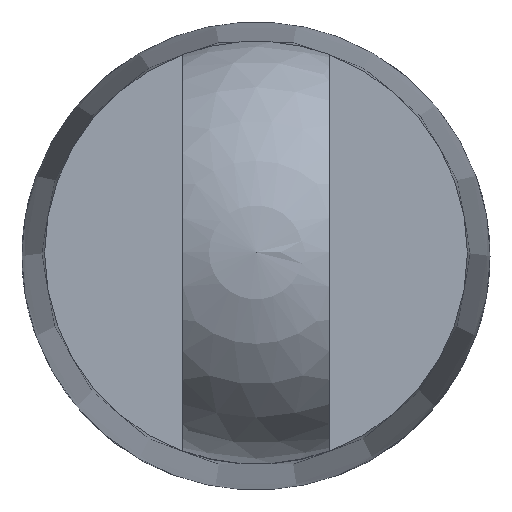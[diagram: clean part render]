
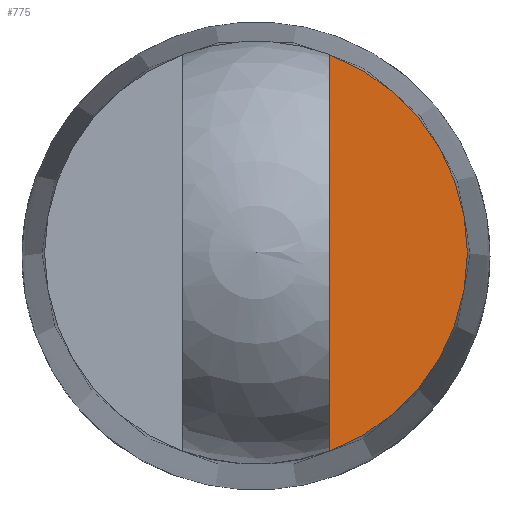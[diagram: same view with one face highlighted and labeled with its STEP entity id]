
A CAD part, top view. The second image highlights one B-rep face of the part: STEP entity #775.
In plain terms, the highlighted planar face has unit normal (0, 0, 1).
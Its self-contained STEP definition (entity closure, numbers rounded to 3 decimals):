
#45 = CONICAL_SURFACE('',#46,0.041,0.013);
#46 = AXIS2_PLACEMENT_3D('',#47,#48,#49);
#47 = CARTESIAN_POINT('',(0.,0.,0.041));
#48 = DIRECTION('',(-0.,-0.,-1.));
#49 = DIRECTION('',(1.,0.,0.));
#414 = VERTEX_POINT('',#415);
#415 = CARTESIAN_POINT('',(0.037,0.,
    0.341));
#433 = EDGE_CURVE('',#434,#414,#436,.T.);
#434 = VERTEX_POINT('',#435);
#435 = CARTESIAN_POINT('',(0.013,-0.035,
    0.341));
#436 = SURFACE_CURVE('',#437,(#442,#449),.PCURVE_S1.);
#437 = CIRCLE('',#438,0.037);
#438 = AXIS2_PLACEMENT_3D('',#439,#440,#441);
#439 = CARTESIAN_POINT('',(0.,0.,0.341));
#440 = DIRECTION('',(0.,0.,1.));
#441 = DIRECTION('',(1.,0.,0.));
#442 = PCURVE('',#45,#443);
#443 = DEFINITIONAL_REPRESENTATION('',(#444),#448);
#444 = LINE('',#445,#446);
#445 = CARTESIAN_POINT('',(-0.,-0.3));
#446 = VECTOR('',#447,1.);
#447 = DIRECTION('',(-1.,-0.));
#448 = ( GEOMETRIC_REPRESENTATION_CONTEXT(2) 
PARAMETRIC_REPRESENTATION_CONTEXT() REPRESENTATION_CONTEXT('2D SPACE',''
  ) );
#449 = PCURVE('',#450,#455);
#450 = PLANE('',#451);
#451 = AXIS2_PLACEMENT_3D('',#452,#453,#454);
#452 = CARTESIAN_POINT('',(0.,0.,0.341));
#453 = DIRECTION('',(0.,0.,1.));
#454 = DIRECTION('',(1.,0.,0.));
#455 = DEFINITIONAL_REPRESENTATION('',(#456),#460);
#456 = CIRCLE('',#457,0.037);
#457 = AXIS2_PLACEMENT_2D('',#458,#459);
#458 = CARTESIAN_POINT('',(0.,0.));
#459 = DIRECTION('',(1.,0.));
#460 = ( GEOMETRIC_REPRESENTATION_CONTEXT(2) 
PARAMETRIC_REPRESENTATION_CONTEXT() REPRESENTATION_CONTEXT('2D SPACE',''
  ) );
#521 = VERTEX_POINT('',#522);
#522 = CARTESIAN_POINT('',(0.013,0.035,
    0.341));
#549 = EDGE_CURVE('',#414,#521,#550,.T.);
#550 = SURFACE_CURVE('',#551,(#556,#563),.PCURVE_S1.);
#551 = CIRCLE('',#552,0.037);
#552 = AXIS2_PLACEMENT_3D('',#553,#554,#555);
#553 = CARTESIAN_POINT('',(0.,0.,0.341));
#554 = DIRECTION('',(0.,0.,1.));
#555 = DIRECTION('',(1.,0.,0.));
#556 = PCURVE('',#45,#557);
#557 = DEFINITIONAL_REPRESENTATION('',(#558),#562);
#558 = LINE('',#559,#560);
#559 = CARTESIAN_POINT('',(-0.,-0.3));
#560 = VECTOR('',#561,1.);
#561 = DIRECTION('',(-1.,-0.));
#562 = ( GEOMETRIC_REPRESENTATION_CONTEXT(2) 
PARAMETRIC_REPRESENTATION_CONTEXT() REPRESENTATION_CONTEXT('2D SPACE',''
  ) );
#563 = PCURVE('',#450,#564);
#564 = DEFINITIONAL_REPRESENTATION('',(#565),#569);
#565 = CIRCLE('',#566,0.037);
#566 = AXIS2_PLACEMENT_2D('',#567,#568);
#567 = CARTESIAN_POINT('',(0.,0.));
#568 = DIRECTION('',(1.,0.));
#569 = ( GEOMETRIC_REPRESENTATION_CONTEXT(2) 
PARAMETRIC_REPRESENTATION_CONTEXT() REPRESENTATION_CONTEXT('2D SPACE',''
  ) );
#775 = ADVANCED_FACE('',(#776),#450,.T.);
#776 = FACE_BOUND('',#777,.T.);
#777 = EDGE_LOOP('',(#778,#779,#780));
#778 = ORIENTED_EDGE('',*,*,#433,.T.);
#779 = ORIENTED_EDGE('',*,*,#549,.T.);
#780 = ORIENTED_EDGE('',*,*,#781,.F.);
#781 = EDGE_CURVE('',#434,#521,#782,.T.);
#782 = SURFACE_CURVE('',#783,(#787,#794),.PCURVE_S1.);
#783 = LINE('',#784,#785);
#784 = CARTESIAN_POINT('',(0.013,-0.037,
    0.341));
#785 = VECTOR('',#786,1.);
#786 = DIRECTION('',(0.,1.,0.));
#787 = PCURVE('',#450,#788);
#788 = DEFINITIONAL_REPRESENTATION('',(#789),#793);
#789 = LINE('',#790,#791);
#790 = CARTESIAN_POINT('',(0.013,-0.037));
#791 = VECTOR('',#792,1.);
#792 = DIRECTION('',(0.,1.));
#793 = ( GEOMETRIC_REPRESENTATION_CONTEXT(2) 
PARAMETRIC_REPRESENTATION_CONTEXT() REPRESENTATION_CONTEXT('2D SPACE',''
  ) );
#794 = PCURVE('',#795,#800);
#795 = PLANE('',#796);
#796 = AXIS2_PLACEMENT_3D('',#797,#798,#799);
#797 = CARTESIAN_POINT('',(0.013,-0.037,
    0.341));
#798 = DIRECTION('',(1.,0.,0.));
#799 = DIRECTION('',(0.,1.,0.));
#800 = DEFINITIONAL_REPRESENTATION('',(#801),#805);
#801 = LINE('',#802,#803);
#802 = CARTESIAN_POINT('',(0.,0.));
#803 = VECTOR('',#804,1.);
#804 = DIRECTION('',(1.,0.));
#805 = ( GEOMETRIC_REPRESENTATION_CONTEXT(2) 
PARAMETRIC_REPRESENTATION_CONTEXT() REPRESENTATION_CONTEXT('2D SPACE',''
  ) );
